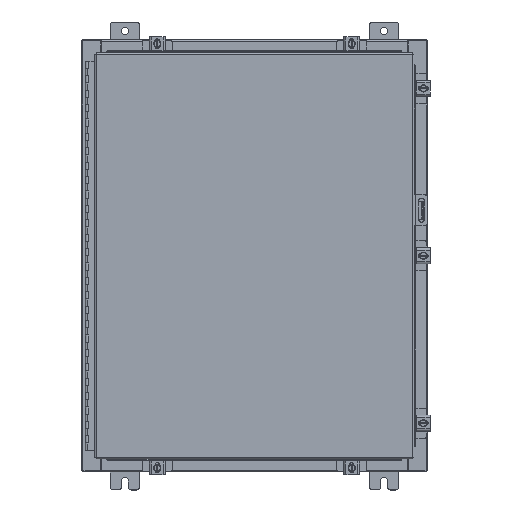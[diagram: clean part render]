
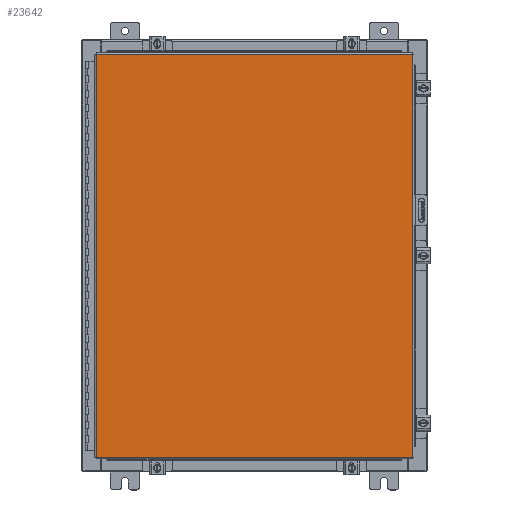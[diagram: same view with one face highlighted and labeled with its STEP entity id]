
A CAD part, top view. The second image highlights one B-rep face of the part: STEP entity #23642.
In plain terms, the highlighted planar face has unit normal (0, 0, 1).
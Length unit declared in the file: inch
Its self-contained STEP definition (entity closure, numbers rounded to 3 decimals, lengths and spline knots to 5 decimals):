
#1846 = DIRECTION ( 'NONE',  ( 1., 0., 0. ) ) ;
#3510 = CARTESIAN_POINT ( 'NONE',  ( 10.9903, -14.0063, 0. ) ) ;
#4643 = CARTESIAN_POINT ( 'NONE',  ( -10.9903, 14.0063, 0. ) ) ;
#4808 = ORIENTED_EDGE ( 'NONE', *, *, #12048, .T. ) ;
#4845 = EDGE_LOOP ( 'NONE', ( #4808, #22974, #30911, #36598 ) ) ;
#4901 = VECTOR ( 'NONE', #19019, 39.37008 ) ;
#5202 = CARTESIAN_POINT ( 'NONE',  ( -10.9903, -14.0063, 0. ) ) ;
#5971 = CARTESIAN_POINT ( 'NONE',  ( 0., 0., 0. ) ) ;
#6256 = CARTESIAN_POINT ( 'NONE',  ( -10.9903, 14.0063, 0. ) ) ;
#6614 = VECTOR ( 'NONE', #12503, 39.37008 ) ;
#6708 = VERTEX_POINT ( 'NONE', #3510 ) ;
#7438 = LINE ( 'NONE', #31551, #29696 ) ;
#7807 = VECTOR ( 'NONE', #1846, 39.37008 ) ;
#8172 = EDGE_CURVE ( 'NONE', #6708, #36905, #37440, .T. ) ;
#11165 = DIRECTION ( 'NONE',  ( -1., 0., 0. ) ) ;
#11711 = CARTESIAN_POINT ( 'NONE',  ( 10.9903, 14.0063, 0. ) ) ;
#12048 = EDGE_CURVE ( 'NONE', #34667, #6708, #17255, .T. ) ;
#12503 = DIRECTION ( 'NONE',  ( 0., 1., 0. ) ) ;
#16015 = CARTESIAN_POINT ( 'NONE',  ( -10.9903, -14.0063, 0. ) ) ;
#17255 = LINE ( 'NONE', #16015, #7807 ) ;
#17270 = DIRECTION ( 'NONE',  ( -1., 0., 0. ) ) ;
#19019 = DIRECTION ( 'NONE',  ( 0., -1., 0. ) ) ;
#20265 = LINE ( 'NONE', #4643, #4901 ) ;
#22749 = PLANE ( 'NONE',  #30798 ) ;
#22892 = FACE_OUTER_BOUND ( 'NONE', #4845, .T. ) ;
#22974 = ORIENTED_EDGE ( 'NONE', *, *, #8172, .T. ) ;
#23642 = ADVANCED_FACE ( 'NONE', ( #22892 ), #22749, .F. ) ;
#25485 = EDGE_CURVE ( 'NONE', #25659, #34667, #20265, .T. ) ;
#25659 = VERTEX_POINT ( 'NONE', #6256 ) ;
#26103 = CARTESIAN_POINT ( 'NONE',  ( 10.9903, -14.0063, 0. ) ) ;
#26237 = DIRECTION ( 'NONE',  ( 0., 0., -1. ) ) ;
#27922 = EDGE_CURVE ( 'NONE', #36905, #25659, #7438, .T. ) ;
#29696 = VECTOR ( 'NONE', #11165, 39.37008 ) ;
#30798 = AXIS2_PLACEMENT_3D ( 'NONE', #5971, #26237, #17270 ) ;
#30911 = ORIENTED_EDGE ( 'NONE', *, *, #27922, .T. ) ;
#31551 = CARTESIAN_POINT ( 'NONE',  ( 10.9903, 14.0063, 0. ) ) ;
#34667 = VERTEX_POINT ( 'NONE', #5202 ) ;
#36598 = ORIENTED_EDGE ( 'NONE', *, *, #25485, .T. ) ;
#36905 = VERTEX_POINT ( 'NONE', #11711 ) ;
#37440 = LINE ( 'NONE', #26103, #6614 ) ;
